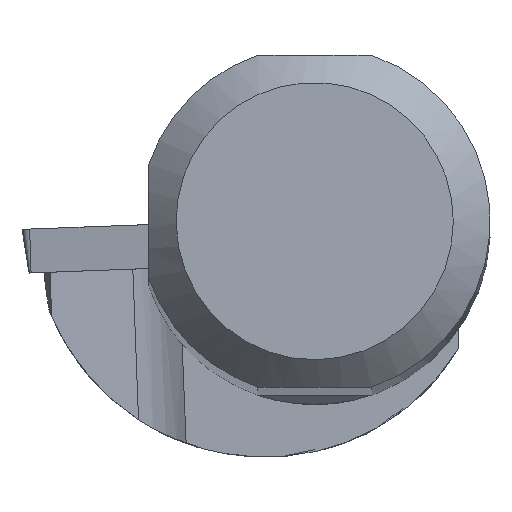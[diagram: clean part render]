
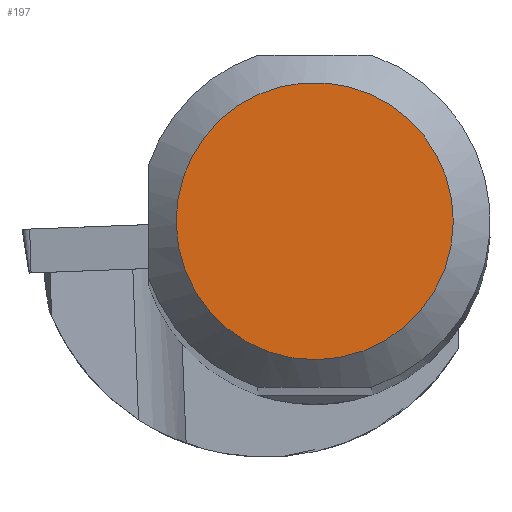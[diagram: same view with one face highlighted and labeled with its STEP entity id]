
A CAD part, top view. The second image highlights one B-rep face of the part: STEP entity #197.
In plain terms, the highlighted planar face has unit normal (0, 0, 1).
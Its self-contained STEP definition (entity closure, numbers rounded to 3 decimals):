
#154=FACE_OUTER_BOUND('',#396,.T.);
#197=ADVANCED_FACE('CU_SU_BP3',(#154),#230,.T.);
#230=PLANE('',#1034);
#396=EDGE_LOOP('',(#565));
#565=ORIENTED_EDGE('',*,*,#829,.T.);
#726=VERTEX_POINT('',#1761);
#829=EDGE_CURVE('',#726,#726,#875,.T.);
#875=CIRCLE('',#1033,7.516);
#1033=AXIS2_PLACEMENT_3D('',#1760,#1249,#1250);
#1034=AXIS2_PLACEMENT_3D('',#1762,#1251,#1252);
#1249=DIRECTION('',(0.,0.,1.));
#1250=DIRECTION('',(1.,0.,0.));
#1251=DIRECTION('',(0.,0.,1.));
#1252=DIRECTION('',(1.,0.,0.));
#1760=CARTESIAN_POINT('',(0.,0.,0.));
#1761=CARTESIAN_POINT('',(7.516,0.,0.));
#1762=CARTESIAN_POINT('',(0.,0.,
0.));
